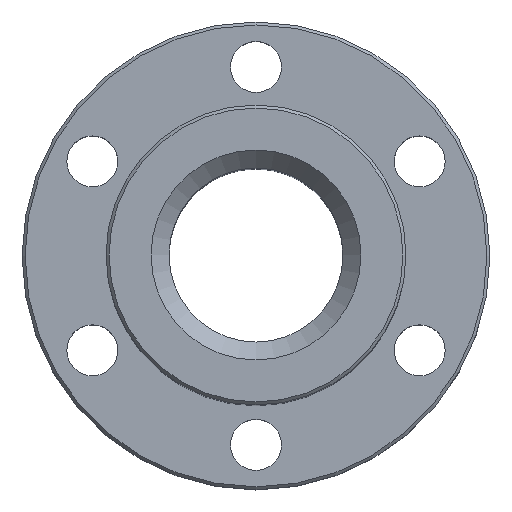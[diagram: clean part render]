
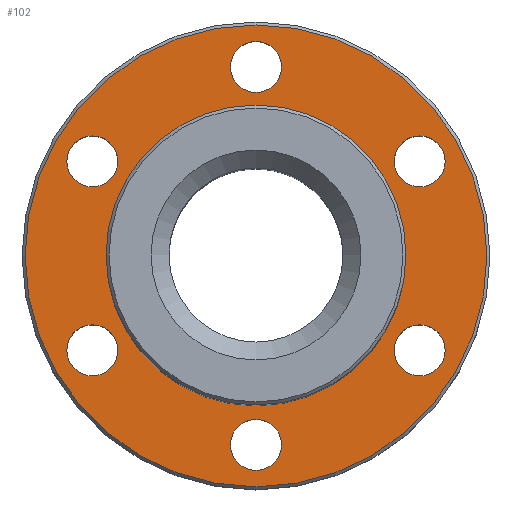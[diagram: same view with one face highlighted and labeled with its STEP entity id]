
A CAD part, top view. The second image highlights one B-rep face of the part: STEP entity #102.
In plain terms, the highlighted planar face has unit normal (0, 0, 1).
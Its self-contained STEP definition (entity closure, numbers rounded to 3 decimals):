
#102=ADVANCED_FACE('',(#156,#157,#158,#159,#160,#161,#162,#163),#164,.T.);
#156=FACE_OUTER_BOUND('',#267,.T.);
#157=FACE_BOUND('',#268,.T.);
#158=FACE_BOUND('',#269,.T.);
#159=FACE_BOUND('',#270,.T.);
#160=FACE_BOUND('',#271,.T.);
#161=FACE_BOUND('',#272,.T.);
#162=FACE_BOUND('',#273,.T.);
#163=FACE_BOUND('',#274,.T.);
#164=PLANE('',#275);
#267=EDGE_LOOP('',(#422));
#268=EDGE_LOOP('',(#423));
#269=EDGE_LOOP('',(#424));
#270=EDGE_LOOP('',(#425));
#271=EDGE_LOOP('',(#426));
#272=EDGE_LOOP('',(#427));
#273=EDGE_LOOP('',(#428));
#274=EDGE_LOOP('',(#429));
#275=AXIS2_PLACEMENT_3D('',#430,#431,#432);
#422=ORIENTED_EDGE('',*,*,#584,.T.);
#423=ORIENTED_EDGE('',*,*,#588,.T.);
#424=ORIENTED_EDGE('',*,*,#589,.T.);
#425=ORIENTED_EDGE('',*,*,#590,.T.);
#426=ORIENTED_EDGE('',*,*,#591,.T.);
#427=ORIENTED_EDGE('',*,*,#592,.T.);
#428=ORIENTED_EDGE('',*,*,#593,.T.);
#429=ORIENTED_EDGE('',*,*,#594,.T.);
#430=CARTESIAN_POINT('',(0.0,0.0,20.0));
#431=DIRECTION('',(0.0,0.0,1.0));
#432=DIRECTION('',(1.0,0.0,0.0));
#584=EDGE_CURVE('',#656,#656,#657,.T.);
#588=EDGE_CURVE('',#662,#662,#663,.F.);
#589=EDGE_CURVE('',#664,#664,#665,.F.);
#590=EDGE_CURVE('',#666,#666,#667,.F.);
#591=EDGE_CURVE('',#668,#668,#669,.F.);
#592=EDGE_CURVE('',#670,#670,#671,.F.);
#593=EDGE_CURVE('',#672,#672,#673,.F.);
#594=EDGE_CURVE('',#674,#674,#675,.F.);
#656=VERTEX_POINT('',#772);
#657=CIRCLE('',#773,38.5);
#662=VERTEX_POINT('',#778);
#663=CIRCLE('',#779,4.25);
#664=VERTEX_POINT('',#780);
#665=CIRCLE('',#781,4.25);
#666=VERTEX_POINT('',#782);
#667=CIRCLE('',#783,4.25);
#668=VERTEX_POINT('',#784);
#669=CIRCLE('',#785,4.25);
#670=VERTEX_POINT('',#786);
#671=CIRCLE('',#787,4.25);
#672=VERTEX_POINT('',#788);
#673=CIRCLE('',#789,4.25);
#674=VERTEX_POINT('',#790);
#675=CIRCLE('',#791,25.0);
#772=CARTESIAN_POINT('',(38.5,0.0,20.0));
#773=AXIS2_PLACEMENT_3D('',#880,#881,#882);
#778=CARTESIAN_POINT('',(31.53,15.75,20.0));
#779=AXIS2_PLACEMENT_3D('',#892,#893,#894);
#780=CARTESIAN_POINT('',(31.53,-15.75,20.0));
#781=AXIS2_PLACEMENT_3D('',#895,#896,#897);
#782=CARTESIAN_POINT('',(4.25,-31.5,20.0));
#783=AXIS2_PLACEMENT_3D('',#898,#899,#900);
#784=CARTESIAN_POINT('',(-23.03,-15.75,20.0));
#785=AXIS2_PLACEMENT_3D('',#901,#902,#903);
#786=CARTESIAN_POINT('',(-23.03,15.75,20.0));
#787=AXIS2_PLACEMENT_3D('',#904,#905,#906);
#788=CARTESIAN_POINT('',(4.25,31.5,20.0));
#789=AXIS2_PLACEMENT_3D('',#907,#908,#909);
#790=CARTESIAN_POINT('',(25.0,0.,20.0));
#791=AXIS2_PLACEMENT_3D('',#910,#911,#912);
#880=CARTESIAN_POINT('',(0.0,0.0,20.0));
#881=DIRECTION('',(0.0,0.0,1.0));
#882=DIRECTION('',(1.0,0.0,0.0));
#892=CARTESIAN_POINT('',(27.28,15.75,20.0));
#893=DIRECTION('',(0.0,0.0,1.0));
#894=DIRECTION('',(1.0,0.0,0.0));
#895=CARTESIAN_POINT('',(27.28,-15.75,20.0));
#896=DIRECTION('',(0.0,0.0,1.0));
#897=DIRECTION('',(1.0,0.0,0.0));
#898=CARTESIAN_POINT('',(0.,-31.5,20.0));
#899=DIRECTION('',(0.0,0.0,1.0));
#900=DIRECTION('',(1.0,0.0,0.0));
#901=CARTESIAN_POINT('',(-27.28,-15.75,20.0));
#902=DIRECTION('',(0.0,0.0,1.0));
#903=DIRECTION('',(1.0,0.0,0.0));
#904=CARTESIAN_POINT('',(-27.28,15.75,20.0));
#905=DIRECTION('',(0.0,0.0,1.0));
#906=DIRECTION('',(1.0,0.0,0.0));
#907=CARTESIAN_POINT('',(0.0,31.5,20.0));
#908=DIRECTION('',(0.0,0.0,1.0));
#909=DIRECTION('',(1.0,0.0,0.0));
#910=CARTESIAN_POINT('',(0.0,0.0,20.0));
#911=DIRECTION('',(0.0,0.0,1.0));
#912=DIRECTION('',(1.0,0.0,0.0));
